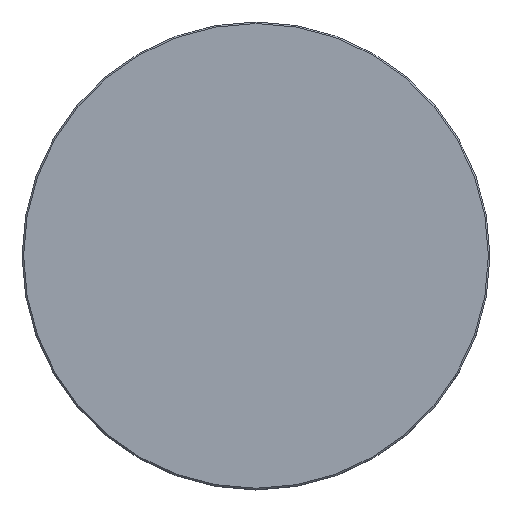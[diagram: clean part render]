
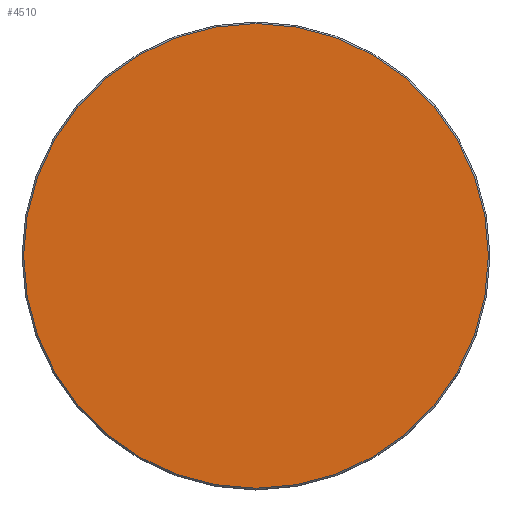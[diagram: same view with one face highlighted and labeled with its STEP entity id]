
A CAD part, top view. The second image highlights one B-rep face of the part: STEP entity #4510.
In plain terms, the highlighted planar face has unit normal (0, 0, 1).
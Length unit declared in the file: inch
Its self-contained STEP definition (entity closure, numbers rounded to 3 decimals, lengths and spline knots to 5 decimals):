
#70 = VERTEX_POINT ( 'NONE', #8642 ) ;
#585 = CARTESIAN_POINT ( 'NONE',  ( 0., 0., 0.375 ) ) ;
#1140 = EDGE_CURVE ( 'NONE', #6444, #70, #5613, .T. ) ;
#1211 = PLANE ( 'NONE',  #9977 ) ;
#1531 = DIRECTION ( 'NONE',  ( 1., 0., 0. ) ) ;
#1754 = AXIS2_PLACEMENT_3D ( 'NONE', #585, #7150, #1531 ) ;
#2146 = DIRECTION ( 'NONE',  ( 0., 0., 1. ) ) ;
#2261 = EDGE_LOOP ( 'NONE', ( #6286, #3701 ) ) ;
#3701 = ORIENTED_EDGE ( 'NONE', *, *, #1140, .T. ) ;
#4510 = ADVANCED_FACE ( 'NONE', ( #7875 ), #1211, .T. ) ;
#4785 = CARTESIAN_POINT ( 'NONE',  ( 0., 0., 0.375 ) ) ;
#5169 = CIRCLE ( 'NONE', #1754, 1.49016 ) ;
#5396 = CARTESIAN_POINT ( 'NONE',  ( 1.49016, 0., 0.375 ) ) ;
#5613 = CIRCLE ( 'NONE', #6747, 1.49016 ) ;
#5712 = DIRECTION ( 'NONE',  ( 1., 0., 0. ) ) ;
#6286 = ORIENTED_EDGE ( 'NONE', *, *, #9783, .T. ) ;
#6444 = VERTEX_POINT ( 'NONE', #5396 ) ;
#6747 = AXIS2_PLACEMENT_3D ( 'NONE', #4785, #11340, #5712 ) ;
#7150 = DIRECTION ( 'NONE',  ( 0., 0., 1. ) ) ;
#7753 = CARTESIAN_POINT ( 'NONE',  ( 0., 0., 0.375 ) ) ;
#7875 = FACE_OUTER_BOUND ( 'NONE', #2261, .T. ) ;
#8642 = CARTESIAN_POINT ( 'NONE',  ( -1.49016, 0., 0.375 ) ) ;
#8712 = DIRECTION ( 'NONE',  ( 1., 0., 0. ) ) ;
#9783 = EDGE_CURVE ( 'NONE', #70, #6444, #5169, .T. ) ;
#9977 = AXIS2_PLACEMENT_3D ( 'NONE', #7753, #2146, #8712 ) ;
#11340 = DIRECTION ( 'NONE',  ( 0., 0., 1. ) ) ;
